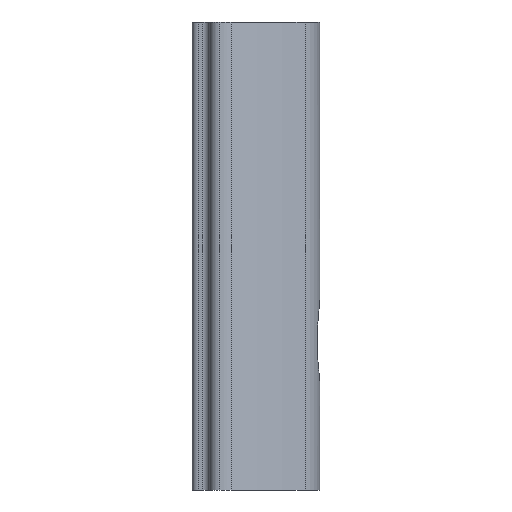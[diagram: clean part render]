
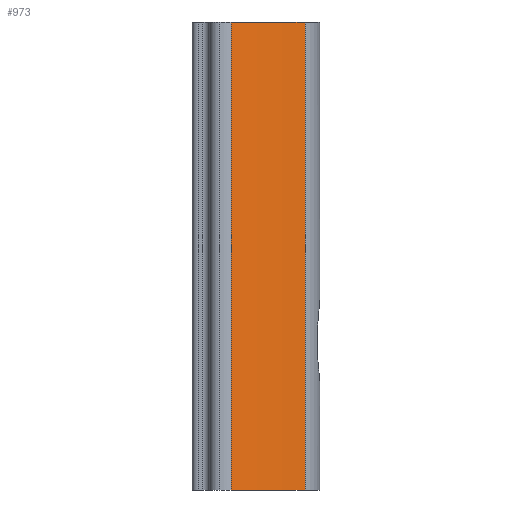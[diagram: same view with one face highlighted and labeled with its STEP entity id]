
A CAD part, left-side view. The second image highlights one B-rep face of the part: STEP entity #973.
In plain terms, the highlighted cylindrical face has radius 15 mm (diameter 30 mm), a partial arc.
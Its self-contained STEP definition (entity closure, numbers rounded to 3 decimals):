
#18 = DIRECTION ( 'NONE',  ( 1., 0., 0. ) ) ;
#19 = AXIS2_PLACEMENT_3D ( 'NONE', #186, #787, #715 ) ;
#27 = VERTEX_POINT ( 'NONE', #49 ) ;
#49 = CARTESIAN_POINT ( 'NONE',  ( -6.134, -1.826, -11. ) ) ;
#71 = ORIENTED_EDGE ( 'NONE', *, *, #356, .F. ) ;
#113 = DIRECTION ( 'NONE',  ( 0., 0., 1. ) ) ;
#128 = ORIENTED_EDGE ( 'NONE', *, *, #343, .T. ) ;
#186 = CARTESIAN_POINT ( 'NONE',  ( 7.471, 4.491, 11. ) ) ;
#227 = VERTEX_POINT ( 'NONE', #693 ) ;
#237 = CYLINDRICAL_SURFACE ( 'NONE', #19, 15. ) ;
#267 = FACE_OUTER_BOUND ( 'NONE', #290, .T. ) ;
#290 = EDGE_LOOP ( 'NONE', ( #128, #914, #71, #908 ) ) ;
#317 = EDGE_CURVE ( 'NONE', #227, #27, #565, .T. ) ;
#322 = CIRCLE ( 'NONE', #646, 15. ) ;
#343 = EDGE_CURVE ( 'NONE', #27, #839, #322, .T. ) ;
#347 = EDGE_CURVE ( 'NONE', #839, #418, #714, .T. ) ;
#356 = EDGE_CURVE ( 'NONE', #227, #418, #913, .T. ) ;
#389 = DIRECTION ( 'NONE',  ( 0., 0., -1. ) ) ;
#418 = VERTEX_POINT ( 'NONE', #487 ) ;
#485 = VECTOR ( 'NONE', #802, 1000. ) ;
#487 = CARTESIAN_POINT ( 'NONE',  ( -3.887, -5.306, 11. ) ) ;
#564 = DIRECTION ( 'NONE',  ( 0., 0., 1. ) ) ;
#565 = LINE ( 'NONE', #1026, #964 ) ;
#589 = AXIS2_PLACEMENT_3D ( 'NONE', #1042, #564, #18 ) ;
#646 = AXIS2_PLACEMENT_3D ( 'NONE', #653, #113, #737 ) ;
#653 = CARTESIAN_POINT ( 'NONE',  ( 7.471, 4.491, -11. ) ) ;
#693 = CARTESIAN_POINT ( 'NONE',  ( -6.134, -1.826, 11. ) ) ;
#707 = CARTESIAN_POINT ( 'NONE',  ( -3.887, -5.306, -11. ) ) ;
#714 = LINE ( 'NONE', #728, #485 ) ;
#715 = DIRECTION ( 'NONE',  ( -1., 0., 0. ) ) ;
#728 = CARTESIAN_POINT ( 'NONE',  ( -3.887, -5.306, 11. ) ) ;
#737 = DIRECTION ( 'NONE',  ( 1., 0., 0. ) ) ;
#787 = DIRECTION ( 'NONE',  ( 0., 0., -1. ) ) ;
#802 = DIRECTION ( 'NONE',  ( 0., 0., 1. ) ) ;
#839 = VERTEX_POINT ( 'NONE', #707 ) ;
#908 = ORIENTED_EDGE ( 'NONE', *, *, #317, .T. ) ;
#913 = CIRCLE ( 'NONE', #589, 15. ) ;
#914 = ORIENTED_EDGE ( 'NONE', *, *, #347, .T. ) ;
#964 = VECTOR ( 'NONE', #389, 1000. ) ;
#973 = ADVANCED_FACE ( 'NONE', ( #267 ), #237, .T. ) ;
#1026 = CARTESIAN_POINT ( 'NONE',  ( -6.134, -1.826, 11. ) ) ;
#1042 = CARTESIAN_POINT ( 'NONE',  ( 7.471, 4.491, 11. ) ) ;
